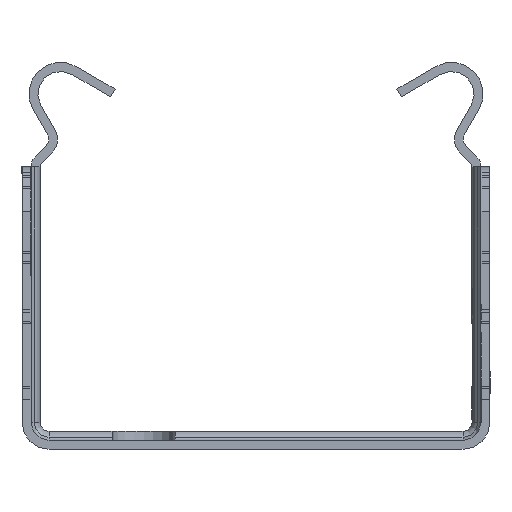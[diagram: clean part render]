
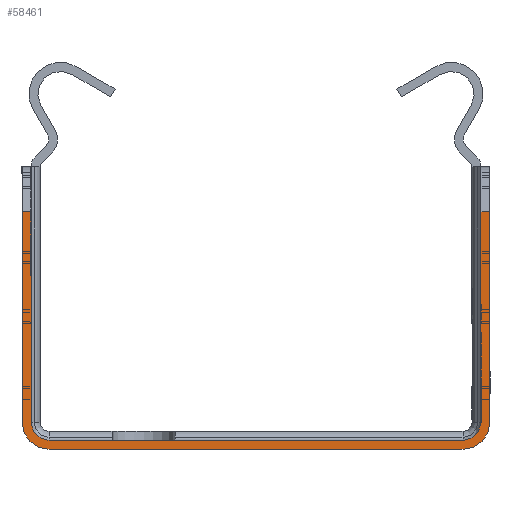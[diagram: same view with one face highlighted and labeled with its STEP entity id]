
A CAD part, front view. The second image highlights one B-rep face of the part: STEP entity #58461.
In plain terms, the highlighted planar face has unit normal (0, -1, 0).
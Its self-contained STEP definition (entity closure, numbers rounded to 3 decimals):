
#3615=CIRCLE('',#63757,2.);
#3616=CIRCLE('',#63760,2.);
#3655=CIRCLE('',#63882,3.);
#3656=CIRCLE('',#63884,3.);
#7814=FACE_OUTER_BOUND('',#11851,.T.);
#11851=EDGE_LOOP('',(#53883,#53884,#53885,#53886,#53887,#53888,#53889,#53890,
#53891,#53892,#53893,#53894));
#15027=LINE('',#89306,#20838);
#17484=LINE('',#96742,#23295);
#17509=LINE('',#96828,#23320);
#17533=LINE('',#96915,#23344);
#17654=LINE('',#97232,#23465);
#17655=LINE('',#97234,#23466);
#17659=LINE('',#97246,#23470);
#17662=LINE('',#97250,#23473);
#20838=VECTOR('',#72558,10.);
#23295=VECTOR('',#79991,10.);
#23320=VECTOR('',#80056,10.);
#23344=VECTOR('',#80124,10.);
#23465=VECTOR('',#80475,10.);
#23466=VECTOR('',#80478,10.);
#23470=VECTOR('',#80492,10.);
#23473=VECTOR('',#80497,10.);
#26345=VERTEX_POINT('',#89303);
#26346=VERTEX_POINT('',#89305);
#28800=VERTEX_POINT('',#96739);
#28801=VERTEX_POINT('',#96741);
#28841=VERTEX_POINT('',#96825);
#28842=VERTEX_POINT('',#96827);
#28882=VERTEX_POINT('',#96909);
#28883=VERTEX_POINT('',#96913);
#28884=VERTEX_POINT('',#96917);
#28962=VERTEX_POINT('',#97226);
#28964=VERTEX_POINT('',#97230);
#28967=VERTEX_POINT('',#97244);
#33317=EDGE_CURVE('',#26346,#26345,#15027,.T.);
#37019=EDGE_CURVE('',#28801,#28800,#17484,.T.);
#37062=EDGE_CURVE('',#28842,#28841,#17509,.T.);
#37104=EDGE_CURVE('',#28841,#28882,#3615,.T.);
#37106=EDGE_CURVE('',#28882,#28883,#17533,.T.);
#37108=EDGE_CURVE('',#28883,#28884,#3616,.T.);
#37264=EDGE_CURVE('',#28962,#28964,#17654,.T.);
#37265=EDGE_CURVE('',#28800,#28842,#17655,.T.);
#37271=EDGE_CURVE('',#28964,#28967,#17659,.T.);
#37274=EDGE_CURVE('',#28884,#28962,#17662,.T.);
#37275=EDGE_CURVE('',#26345,#28801,#3655,.T.);
#37276=EDGE_CURVE('',#28967,#26346,#3656,.T.);
#53883=ORIENTED_EDGE('',*,*,#37265,.T.);
#53884=ORIENTED_EDGE('',*,*,#37062,.T.);
#53885=ORIENTED_EDGE('',*,*,#37104,.T.);
#53886=ORIENTED_EDGE('',*,*,#37106,.T.);
#53887=ORIENTED_EDGE('',*,*,#37108,.T.);
#53888=ORIENTED_EDGE('',*,*,#37274,.T.);
#53889=ORIENTED_EDGE('',*,*,#37264,.T.);
#53890=ORIENTED_EDGE('',*,*,#37271,.T.);
#53891=ORIENTED_EDGE('',*,*,#37276,.T.);
#53892=ORIENTED_EDGE('',*,*,#33317,.T.);
#53893=ORIENTED_EDGE('',*,*,#37275,.T.);
#53894=ORIENTED_EDGE('',*,*,#37019,.T.);
#55550=PLANE('',#63886);
#58461=ADVANCED_FACE('',(#7814),#55550,.T.);
#63757=AXIS2_PLACEMENT_3D('',#96911,#80119,#80120);
#63760=AXIS2_PLACEMENT_3D('',#96919,#80128,#80129);
#63882=AXIS2_PLACEMENT_3D('',#97252,#80500,#80501);
#63884=AXIS2_PLACEMENT_3D('',#97254,#80504,#80505);
#63886=AXIS2_PLACEMENT_3D('',#97256,#80508,#80509);
#72558=DIRECTION('',(1.,0.,0.));
#79991=DIRECTION('',(0.,0.,1.));
#80056=DIRECTION('',(0.,0.,-1.));
#80119=DIRECTION('center_axis',(0.,1.,0.));
#80120=DIRECTION('ref_axis',(0.,0.,
1.));
#80124=DIRECTION('',(-1.,0.,0.));
#80128=DIRECTION('center_axis',(0.,1.,0.));
#80129=DIRECTION('ref_axis',(1.,0.,0.));
#80475=DIRECTION('',(-1.,0.,0.));
#80478=DIRECTION('',(-1.,0.,0.));
#80492=DIRECTION('',(0.,0.,-1.));
#80497=DIRECTION('',(0.,0.,1.));
#80500=DIRECTION('center_axis',(0.,-1.,0.));
#80501=DIRECTION('ref_axis',(0.,0.,
-1.));
#80504=DIRECTION('center_axis',(0.,-1.,0.));
#80505=DIRECTION('ref_axis',(-1.,0.,0.));
#80508=DIRECTION('center_axis',(0.,-1.,0.));
#80509=DIRECTION('ref_axis',(0.,0.,-1.));
#89303=CARTESIAN_POINT('',(23.,-36.,-1.));
#89305=CARTESIAN_POINT('',(-23.,-36.,-1.));
#89306=CARTESIAN_POINT('',(-23.,-36.,-1.));
#96739=CARTESIAN_POINT('',(26.,-36.,25.387));
#96741=CARTESIAN_POINT('',(26.,-36.,2.));
#96742=CARTESIAN_POINT('',(26.,-36.,2.));
#96825=CARTESIAN_POINT('',(25.,-36.,2.));
#96827=CARTESIAN_POINT('',(25.,-36.,25.387));
#96828=CARTESIAN_POINT('',(25.,-36.,30.387));
#96909=CARTESIAN_POINT('',(23.,-36.,0.));
#96911=CARTESIAN_POINT('Origin',(23.,-36.,2.));
#96913=CARTESIAN_POINT('',(-23.,-36.,0.));
#96915=CARTESIAN_POINT('',(23.,-36.,0.));
#96917=CARTESIAN_POINT('',(-25.,-36.,2.));
#96919=CARTESIAN_POINT('Origin',(-23.,-36.,2.));
#97226=CARTESIAN_POINT('',(-25.,-36.,25.387));
#97230=CARTESIAN_POINT('',(-26.,-36.,25.387));
#97232=CARTESIAN_POINT('',(12.5,-36.,25.387));
#97234=CARTESIAN_POINT('',(12.5,-36.,25.387));
#97244=CARTESIAN_POINT('',(-26.,-36.,2.));
#97246=CARTESIAN_POINT('',(-26.,-36.,30.387));
#97250=CARTESIAN_POINT('',(-25.,-36.,2.));
#97252=CARTESIAN_POINT('Origin',(23.,-36.,2.));
#97254=CARTESIAN_POINT('Origin',(-23.,-36.,2.));
#97256=CARTESIAN_POINT('Origin',(0.,-36.,14.693));
